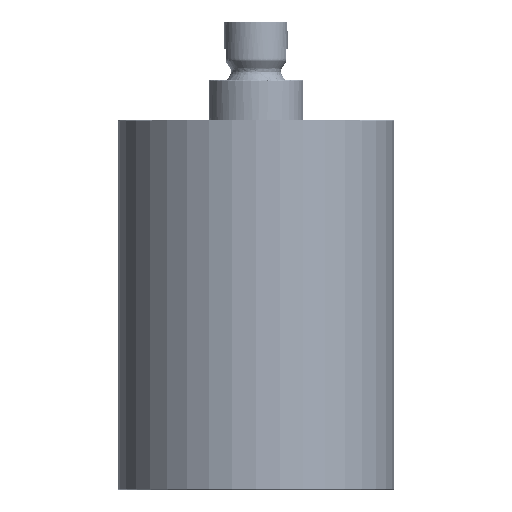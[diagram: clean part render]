
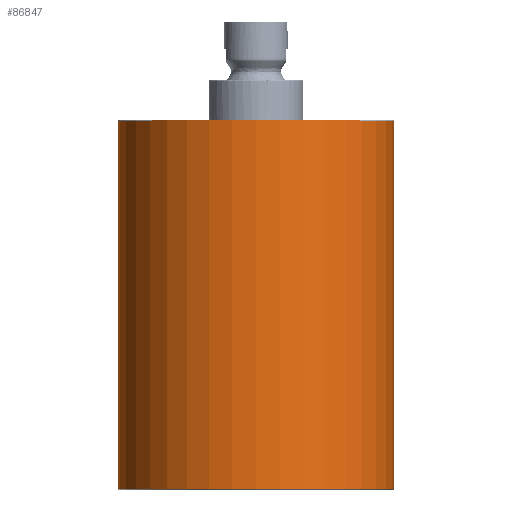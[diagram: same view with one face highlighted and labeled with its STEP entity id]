
A CAD part, top view. The second image highlights one B-rep face of the part: STEP entity #86847.
In plain terms, the highlighted cylindrical face has radius 50.8 mm (diameter 101.6 mm), a full revolution.
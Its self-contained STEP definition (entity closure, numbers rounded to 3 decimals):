
#12753=CIRCLE('',#94168,50.8);
#12754=CIRCLE('',#94170,50.8);
#27321=ORIENTED_EDGE('',*,*,#44992,.F.);
#27322=ORIENTED_EDGE('',*,*,#44993,.F.);
#44992=EDGE_CURVE('',#55408,#55408,#12753,.T.);
#44993=EDGE_CURVE('',#55409,#55409,#12754,.T.);
#55408=VERTEX_POINT('',#265955);
#55409=VERTEX_POINT('',#265958);
#67332=EDGE_LOOP('',(#27321));
#67333=EDGE_LOOP('',(#27322));
#76739=FACE_BOUND('',#67332,.T.);
#76740=FACE_BOUND('',#67333,.T.);
#81439=CYLINDRICAL_SURFACE('',#94169,50.8);
#86847=ADVANCED_FACE('',(#76739,#76740),#81439,.T.);
#94168=AXIS2_PLACEMENT_3D('',#265954,#111366,#111367);
#94169=AXIS2_PLACEMENT_3D('',#265956,#111368,#111369);
#94170=AXIS2_PLACEMENT_3D('',#265957,#111370,#111371);
#111366=DIRECTION('',(-1.,0.,0.));
#111367=DIRECTION('',(0.,-1.,0.));
#111368=DIRECTION('',(-1.,0.,0.));
#111369=DIRECTION('',(0.,-1.,0.));
#111370=DIRECTION('',(1.,0.,0.));
#111371=DIRECTION('',(0.,-1.,0.));
#265954=CARTESIAN_POINT('',(-112.8,0.,0.));
#265955=CARTESIAN_POINT('',(-112.8,-50.8,0.));
#265956=CARTESIAN_POINT('',(23.,0.,0.));
#265957=CARTESIAN_POINT('',(22.8,0.,0.));
#265958=CARTESIAN_POINT('',(22.8,-50.8,0.));
